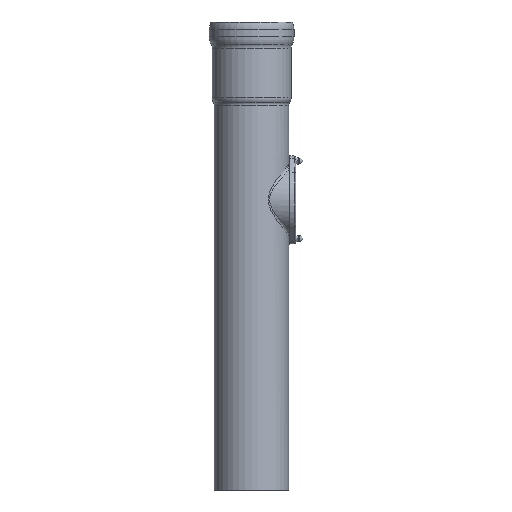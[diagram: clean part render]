
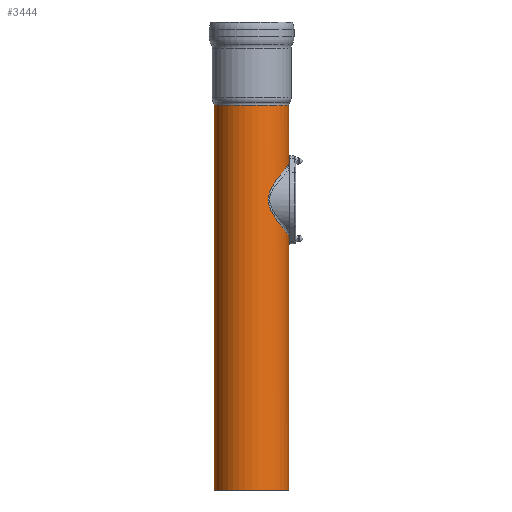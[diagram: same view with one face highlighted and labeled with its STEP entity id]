
A CAD part, left-side view. The second image highlights one B-rep face of the part: STEP entity #3444.
In plain terms, the highlighted cylindrical face has radius 795 mm (diameter 1590 mm), a full revolution.
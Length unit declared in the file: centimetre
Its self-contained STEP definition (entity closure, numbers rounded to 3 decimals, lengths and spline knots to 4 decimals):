
#60=B_SPLINE_CURVE_WITH_KNOTS('',3,(#6529,#6530,#6531,#6532,#6533,#6534,
#6535,#6536,#6537,#6538,#6539,#6540,#6541,#6542,#6543,#6544,#6545,#6546,
#6547),.UNSPECIFIED.,.F.,.F.,(4,1,1,1,1,1,1,1,1,1,1,1,1,1,1,1,4),(0.,4.2025,
8.405,16.8101,25.2151,33.6201,42.0251,
50.4302,58.8352,67.2402,74.7113,82.1825,
89.6536,100.8603,106.4637,112.067,117.6681),
 .UNSPECIFIED.);
#61=B_SPLINE_CURVE_WITH_KNOTS('',3,(#6549,#6550,#6551,#6552,#6553,#6554,
#6555,#6556,#6557,#6558,#6559,#6560,#6561,#6562,#6563,#6564,#6565,#6566,
#6567,#6568,#6569,#6570,#6571,#6572,#6573,#6574,#6575,#6576,#6577,#6578,
#6579,#6580),.UNSPECIFIED.,.F.,.F.,(4,1,1,1,1,1,1,1,1,1,1,1,1,1,1,1,1,1,
1,1,1,1,1,1,1,1,1,1,1,4),(117.6681,123.2737,134.4804,
145.6871,156.8938,164.3649,179.3072,190.5139,
201.7206,207.324,212.9273,218.5307,224.134,
231.6051,235.3407,239.0763,242.8119,246.5474,
252.1508,257.7541,263.3575,268.9608,280.1675,
291.3742,298.8454,313.7876,324.9943,336.201,
344.606,353.0062),.UNSPECIFIED.);
#62=B_SPLINE_CURVE_WITH_KNOTS('',3,(#6581,#6582,#6583,#6584,#6585,#6586,
#6587,#6588,#6589,#6590,#6591,#6592,#6593,#6594,#6595,#6596,#6597,#6598,
#6599),.UNSPECIFIED.,.F.,.F.,(4,1,1,1,1,1,1,1,1,1,1,1,1,1,1,1,4),(353.0062,
353.0111,361.4161,369.8211,378.2262,386.6312,
395.0362,403.4412,411.8463,420.2513,428.6563,
437.0613,445.4664,453.8714,462.2764,466.4789,
470.6814),.UNSPECIFIED.);
#231=LINE('',#6675,#418);
#232=LINE('',#6676,#419);
#418=VECTOR('',#4307,79.5);
#419=VECTOR('',#4308,79.5);
#600=CYLINDRICAL_SURFACE('',#3725,79.5);
#709=FACE_OUTER_BOUND('',#940,.T.);
#940=EDGE_LOOP('',(#2422,#2423,#2424,#2425,#2426,#2427,#2428,#2429,#2430,
#2431));
#1199=CIRCLE('',#3715,79.5);
#1200=CIRCLE('',#3716,79.5);
#1201=CIRCLE('',#3718,79.5);
#1451=VERTEX_POINT('',#5438);
#1452=VERTEX_POINT('',#5440);
#1453=VERTEX_POINT('',#5444);
#1463=VERTEX_POINT('',#6526);
#1464=VERTEX_POINT('',#6528);
#1465=VERTEX_POINT('',#6548);
#1797=EDGE_CURVE('',#1452,#1451,#1199,.T.);
#1798=EDGE_CURVE('',#1451,#1452,#1200,.T.);
#1799=EDGE_CURVE('',#1453,#1453,#1201,.T.);
#1813=EDGE_CURVE('',#1463,#1464,#60,.T.);
#1814=EDGE_CURVE('',#1464,#1465,#61,.T.);
#1815=EDGE_CURVE('',#1465,#1463,#62,.T.);
#1820=EDGE_CURVE('',#1452,#1464,#231,.T.);
#1821=EDGE_CURVE('',#1465,#1453,#232,.T.);
#2422=ORIENTED_EDGE('',*,*,#1798,.T.);
#2423=ORIENTED_EDGE('',*,*,#1820,.T.);
#2424=ORIENTED_EDGE('',*,*,#1813,.F.);
#2425=ORIENTED_EDGE('',*,*,#1815,.F.);
#2426=ORIENTED_EDGE('',*,*,#1821,.T.);
#2427=ORIENTED_EDGE('',*,*,#1799,.F.);
#2428=ORIENTED_EDGE('',*,*,#1821,.F.);
#2429=ORIENTED_EDGE('',*,*,#1814,.F.);
#2430=ORIENTED_EDGE('',*,*,#1820,.F.);
#2431=ORIENTED_EDGE('',*,*,#1797,.T.);
#3444=ADVANCED_FACE('',(#709),#600,.T.);
#3715=AXIS2_PLACEMENT_3D('',#5441,#4281,#4282);
#3716=AXIS2_PLACEMENT_3D('',#5442,#4283,#4284);
#3718=AXIS2_PLACEMENT_3D('',#5445,#4287,#4288);
#3725=AXIS2_PLACEMENT_3D('',#6674,#4305,#4306);
#4281=DIRECTION('center_axis',(0.,0.,
-1.));
#4282=DIRECTION('ref_axis',(0.,-1.,0.));
#4283=DIRECTION('center_axis',(0.,0.,
-1.));
#4284=DIRECTION('ref_axis',(0.,-1.,0.));
#4287=DIRECTION('center_axis',(0.,0.,
-1.));
#4288=DIRECTION('ref_axis',(1.,0.,0.));
#4305=DIRECTION('center_axis',(0.,0.,
1.));
#4306=DIRECTION('ref_axis',(0.,1.,0.));
#4307=DIRECTION('',(0.,0.,-1.));
#4308=DIRECTION('',(0.,0.,-1.));
#5438=CARTESIAN_POINT('',(153.9544,177.0021,222.4723));
#5440=CARTESIAN_POINT('',(233.4544,97.5021,222.4723));
#5441=CARTESIAN_POINT('Origin',(233.4544,177.0021,222.4723));
#5442=CARTESIAN_POINT('Origin',(233.4544,177.0021,222.4723));
#5444=CARTESIAN_POINT('',(233.4544,97.5021,-600.));
#5445=CARTESIAN_POINT('Origin',(233.4544,177.0021,-600.));
#6526=CARTESIAN_POINT('',(304.586,141.4979,20.));
#6528=CARTESIAN_POINT('',(233.4543,97.5025,96.4996));
#6529=CARTESIAN_POINT('Ctrl Pts',(304.586,141.4979,20.));
#6530=CARTESIAN_POINT('Ctrl Pts',(304.586,141.4979,21.5589));
#6531=CARTESIAN_POINT('Ctrl Pts',(304.497,141.3189,24.6751));
#6532=CARTESIAN_POINT('Ctrl Pts',(303.9733,140.2845,30.8028));
#6533=CARTESIAN_POINT('Ctrl Pts',(302.7239,137.925,38.0896));
#6534=CARTESIAN_POINT('Ctrl Pts',(300.4476,134.1053,46.1484));
#6535=CARTESIAN_POINT('Ctrl Pts',(297.4897,129.7796,53.6295));
#6536=CARTESIAN_POINT('Ctrl Pts',(293.8867,125.2302,60.6099));
#6537=CARTESIAN_POINT('Ctrl Pts',(289.6484,120.6434,67.1276));
#6538=CARTESIAN_POINT('Ctrl Pts',(284.766,116.1509,73.1852));
#6539=CARTESIAN_POINT('Ctrl Pts',(279.4299,112.0263,78.5459));
#6540=CARTESIAN_POINT('Ctrl Pts',(273.7183,108.3445,83.2126));
#6541=CARTESIAN_POINT('Ctrl Pts',(267.7134,105.1511,87.1888));
#6542=CARTESIAN_POINT('Ctrl Pts',(260.1224,101.9266,91.1501));
#6543=CARTESIAN_POINT('Ctrl Pts',(252.444,99.6414,93.9217));
#6544=CARTESIAN_POINT('Ctrl Pts',(244.979,98.2728,95.573));
#6545=CARTESIAN_POINT('Ctrl Pts',(239.2519,97.6427,96.331));
#6546=CARTESIAN_POINT('Ctrl Pts',(235.3866,97.5026,96.4995));
#6547=CARTESIAN_POINT('Ctrl Pts',(233.4542,97.5025,96.4995));
#6548=CARTESIAN_POINT('',(233.4544,97.502,-56.5001));
#6549=CARTESIAN_POINT('Ctrl Pts',(233.4542,97.5025,96.4995));
#6550=CARTESIAN_POINT('Ctrl Pts',(231.5204,97.5025,96.4995));
#6551=CARTESIAN_POINT('Ctrl Pts',(225.7202,97.7128,96.2466));
#6552=CARTESIAN_POINT('Ctrl Pts',(216.2313,99.1152,94.5601));
#6553=CARTESIAN_POINT('Ctrl Pts',(205.6014,102.2796,90.7215));
#6554=CARTESIAN_POINT('Ctrl Pts',(197.081,106.1399,85.9717));
#6555=CARTESIAN_POINT('Ctrl Pts',(188.4653,111.2013,79.6152));
#6556=CARTESIAN_POINT('Ctrl Pts',(181.029,116.9354,72.2064));
#6557=CARTESIAN_POINT('Ctrl Pts',(174.2799,123.6986,62.8884));
#6558=CARTESIAN_POINT('Ctrl Pts',(170.16,128.7888,55.2261));
#6559=CARTESIAN_POINT('Ctrl Pts',(167.4348,132.668,48.6505));
#6560=CARTESIAN_POINT('Ctrl Pts',(165.6881,135.3959,43.4737));
#6561=CARTESIAN_POINT('Ctrl Pts',(164.2559,137.8353,38.0219));
#6562=CARTESIAN_POINT('Ctrl Pts',(163.0504,140.0533,31.6368));
#6563=CARTESIAN_POINT('Ctrl Pts',(162.4279,141.2873,25.5459));
#6564=CARTESIAN_POINT('Ctrl Pts',(162.2877,141.5682,19.998));
#6565=CARTESIAN_POINT('Ctrl Pts',(162.3932,141.3566,15.8408));
#6566=CARTESIAN_POINT('Ctrl Pts',(162.7045,140.7395,11.7433));
#6567=CARTESIAN_POINT('Ctrl Pts',(163.292,139.6083,7.0856));
#6568=CARTESIAN_POINT('Ctrl Pts',(164.2567,137.8342,1.9736));
#6569=CARTESIAN_POINT('Ctrl Pts',(165.6892,135.394,-3.4767));
#6570=CARTESIAN_POINT('Ctrl Pts',(167.4361,132.666,-8.654));
#6571=CARTESIAN_POINT('Ctrl Pts',(170.1603,128.7888,-15.2264));
#6572=CARTESIAN_POINT('Ctrl Pts',(174.2802,123.6971,-22.8893));
#6573=CARTESIAN_POINT('Ctrl Pts',(179.6862,118.2821,-30.3523));
#6574=CARTESIAN_POINT('Ctrl Pts',(186.7293,112.4503,-38.0315));
#6575=CARTESIAN_POINT('Ctrl Pts',(194.9545,107.1027,-44.7851));
#6576=CARTESIAN_POINT('Ctrl Pts',(205.6089,102.2766,-50.726));
#6577=CARTESIAN_POINT('Ctrl Pts',(215.3517,99.3779,-54.2411));
#6578=CARTESIAN_POINT('Ctrl Pts',(224.7601,97.8209,-56.1172));
#6579=CARTESIAN_POINT('Ctrl Pts',(230.5569,97.502,-56.5001));
#6580=CARTESIAN_POINT('Ctrl Pts',(233.4544,97.502,-56.5001));
#6581=CARTESIAN_POINT('Ctrl Pts',(233.4544,97.502,-56.5001));
#6582=CARTESIAN_POINT('Ctrl Pts',(233.456,97.502,-56.5001));
#6583=CARTESIAN_POINT('Ctrl Pts',(236.3568,97.5021,-56.5));
#6584=CARTESIAN_POINT('Ctrl Pts',(242.1562,97.8216,-56.1163));
#6585=CARTESIAN_POINT('Ctrl Pts',(250.6236,99.2241,-54.4267));
#6586=CARTESIAN_POINT('Ctrl Pts',(258.6689,101.4581,-51.7186));
#6587=CARTESIAN_POINT('Ctrl Pts',(266.1601,104.3985,-48.1192));
#6588=CARTESIAN_POINT('Ctrl Pts',(273.025,107.9128,-43.7569));
#6589=CARTESIAN_POINT('Ctrl Pts',(279.2297,111.8712,-38.7474));
#6590=CARTESIAN_POINT('Ctrl Pts',(284.7684,116.153,-33.1824));
#6591=CARTESIAN_POINT('Ctrl Pts',(289.6519,120.6466,-27.1233));
#6592=CARTESIAN_POINT('Ctrl Pts',(293.8927,125.2373,-20.5996));
#6593=CARTESIAN_POINT('Ctrl Pts',(297.4916,129.7824,-13.6244));
#6594=CARTESIAN_POINT('Ctrl Pts',(300.4468,134.1039,-6.1508));
#6595=CARTESIAN_POINT('Ctrl Pts',(302.7244,137.9258,1.9117));
#6596=CARTESIAN_POINT('Ctrl Pts',(303.9733,140.2846,9.1982));
#6597=CARTESIAN_POINT('Ctrl Pts',(304.497,141.3188,15.3244));
#6598=CARTESIAN_POINT('Ctrl Pts',(304.586,141.4979,18.4411));
#6599=CARTESIAN_POINT('Ctrl Pts',(304.586,141.4979,20.));
#6674=CARTESIAN_POINT('Origin',(233.4544,177.0021,-154.618));
#6675=CARTESIAN_POINT('',(233.4544,97.5021,-154.618));
#6676=CARTESIAN_POINT('',(233.4544,97.5021,-154.618));
